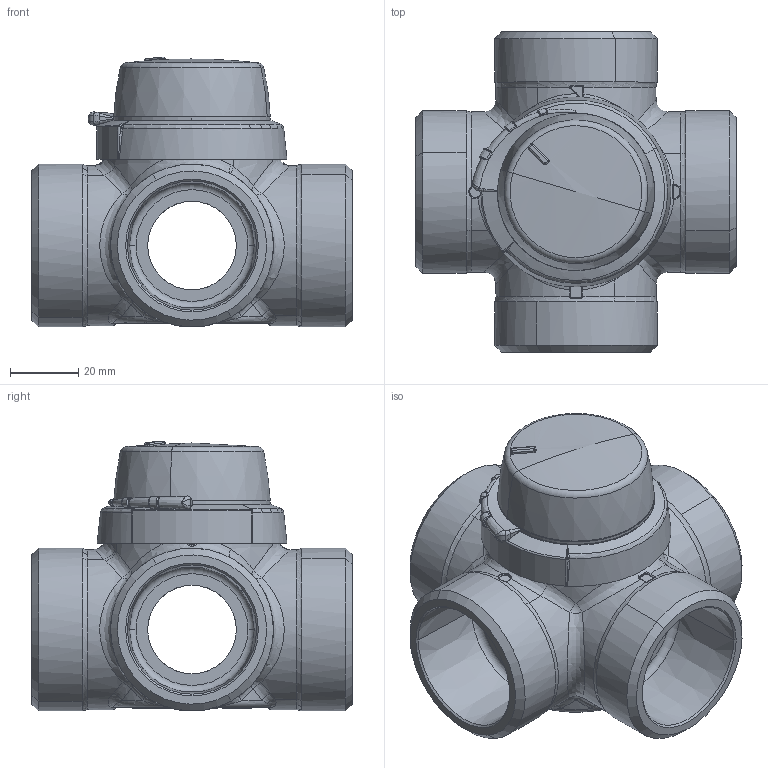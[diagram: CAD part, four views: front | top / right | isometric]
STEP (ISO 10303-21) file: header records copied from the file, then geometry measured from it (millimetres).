
FILE_DESCRIPTION(('CATIA V5 STEP Exchange'),'2;1');
FILE_NAME('7152s2.stp','2008-06-12T10:41:43+00:00',('none'),('none'),'CATIA Version 5 Release 16 (IN-10)','CATIA V5 STEP AP214','none');
FILE_SCHEMA(('AUTOMOTIVE_DESIGN { 1 0 10303 214 1 1 1 1 }'));
Length unit declared in the file: millimetre
Products named in the file (5): VRG X42 DN32; 7103-02; 7036-01; 7040-01; 7039-01
Assembly tree (4 placements, depth 2):
  VRG X42 DN32
    7103-02
    7036-01
    7040-01
    7039-01
Bounding box: 94 x 94 x 79.22 mm (x, y, z)
Volume: 120783.6 mm3; surface area: 68370.1 mm2
Topology: 5 solids, 5 shells, 1003 faces, 2639 edges, 1667 vertices
Faces by surface type: plane 357, cylinder 263, bspline 191, cone 92, torus 53, sphere 19, revolution 18, extrusion 10
Entity records: 42207 total; most frequent: CARTESIAN_POINT 20821, ORIENTED_EDGE 5242, DIRECTION 2913, EDGE_CURVE 2580, VERTEX_POINT 1636, AXIS2_PLACEMENT_3D 1204, VECTOR 1152, LINE 1142
